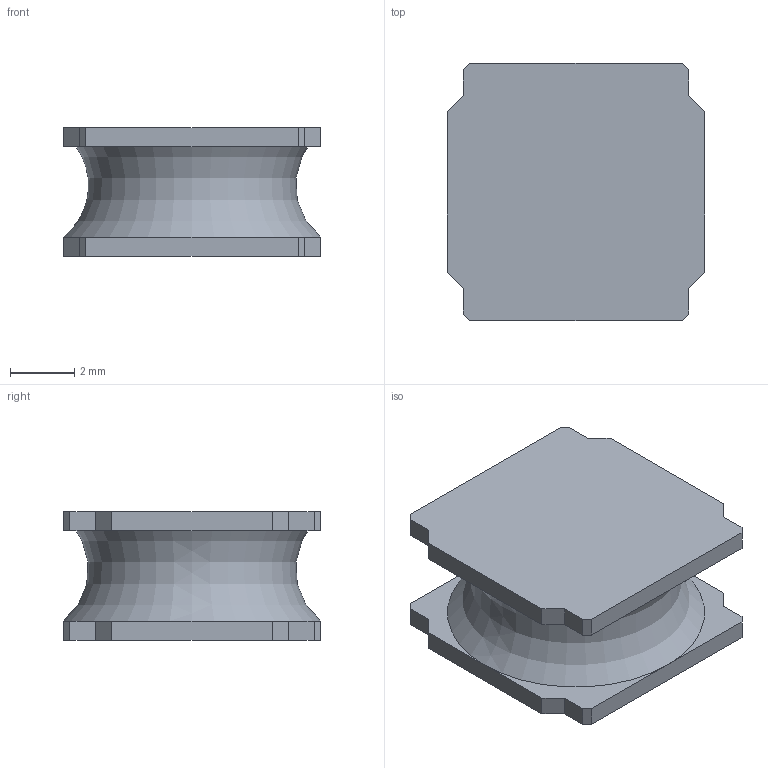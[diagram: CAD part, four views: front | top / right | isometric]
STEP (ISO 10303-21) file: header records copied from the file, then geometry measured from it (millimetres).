
FILE_DESCRIPTION(('FreeCAD Model'),'2;1');
FILE_NAME('Open CASCADE Shape Model','2021-08-23T10:27:22',('Author'),( ''),'Open CASCADE STEP processor 7.5','FreeCAD','Unknown');
FILE_SCHEMA(('AUTOMOTIVE_DESIGN { 1 0 10303 214 1 1 1 1 }'));
Length unit declared in the file: millimetre
Products named in the file (1): Body
Bounding box: 8 x 8 x 4 mm (x, y, z)
Volume: 176.2 mm3; surface area: 258.4 mm2
Topology: 1 solids, 1 shells, 40 faces, 106 edges, 69 vertices
Faces by surface type: plane 39, revolution 1
Entity records: 2620 total; most frequent: CARTESIAN_POINT 429, DIRECTION 407, LINE 307, VECTOR 307, ORIENTED_EDGE 212, PCURVE 212, DEFINITIONAL_REPRESENTATION 212, EDGE_CURVE 106
